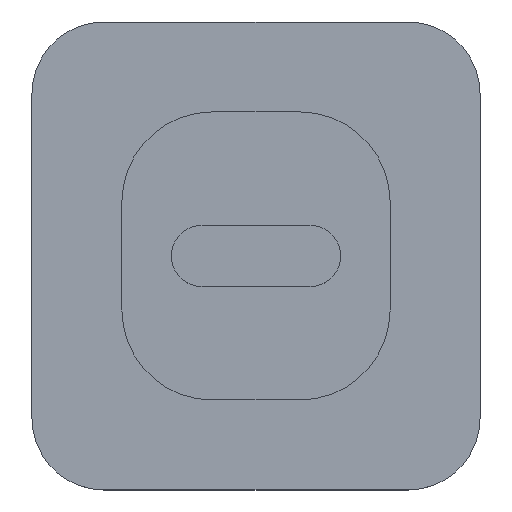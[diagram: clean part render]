
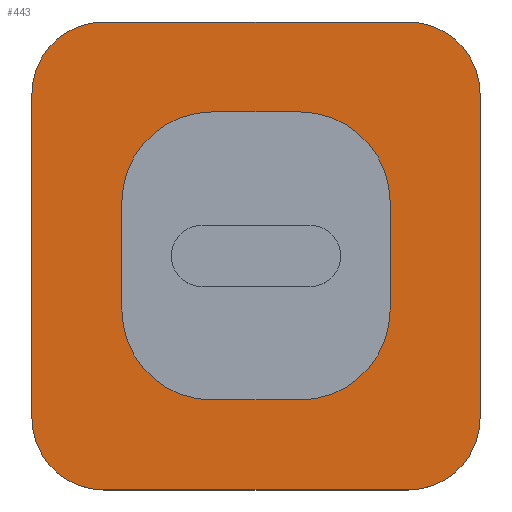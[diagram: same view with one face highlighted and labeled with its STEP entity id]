
A CAD part, top view. The second image highlights one B-rep face of the part: STEP entity #443.
In plain terms, the highlighted planar face has unit normal (0, 0, 1).
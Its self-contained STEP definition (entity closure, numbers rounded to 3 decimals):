
#15=FACE_BOUND('',#64,.T.);
#19=PLANE('',#487);
#38=FACE_OUTER_BOUND('',#63,.T.);
#63=EDGE_LOOP('',(#320,#321,#322,#323,#324,#325,#326,#327));
#64=EDGE_LOOP('',(#328,#329,#330,#331,#332,#333,#334,#335));
#84=LINE('',#656,#124);
#92=LINE('',#685,#132);
#98=LINE('',#706,#138);
#99=LINE('',#710,#139);
#100=LINE('',#714,#140);
#101=LINE('',#717,#141);
#102=LINE('',#718,#142);
#103=LINE('',#719,#143);
#124=VECTOR('',#525,10.);
#132=VECTOR('',#551,10.);
#138=VECTOR('',#573,10.);
#139=VECTOR('',#576,10.);
#140=VECTOR('',#579,10.);
#141=VECTOR('',#582,10.);
#142=VECTOR('',#583,10.);
#143=VECTOR('',#584,10.);
#161=CIRCLE('',#469,5.);
#167=CIRCLE('',#478,5.);
#168=CIRCLE('',#481,5.);
#169=CIRCLE('',#483,5.);
#171=CIRCLE('',#486,4.);
#172=CIRCLE('',#488,4.);
#173=CIRCLE('',#489,4.);
#174=CIRCLE('',#490,4.);
#182=VERTEX_POINT('',#646);
#183=VERTEX_POINT('',#648);
#185=VERTEX_POINT('',#654);
#195=VERTEX_POINT('',#678);
#196=VERTEX_POINT('',#680);
#197=VERTEX_POINT('',#684);
#198=VERTEX_POINT('',#688);
#199=VERTEX_POINT('',#692);
#202=VERTEX_POINT('',#699);
#203=VERTEX_POINT('',#701);
#204=VERTEX_POINT('',#705);
#205=VERTEX_POINT('',#707);
#206=VERTEX_POINT('',#709);
#207=VERTEX_POINT('',#711);
#208=VERTEX_POINT('',#713);
#209=VERTEX_POINT('',#715);
#222=EDGE_CURVE('',#182,#183,#161,.F.);
#226=EDGE_CURVE('',#182,#185,#84,.T.);
#238=EDGE_CURVE('',#195,#196,#167,.F.);
#240=EDGE_CURVE('',#197,#196,#92,.T.);
#242=EDGE_CURVE('',#197,#198,#168,.F.);
#245=EDGE_CURVE('',#199,#185,#169,.F.);
#248=EDGE_CURVE('',#202,#203,#171,.T.);
#250=EDGE_CURVE('',#202,#204,#98,.T.);
#251=EDGE_CURVE('',#205,#204,#172,.T.);
#252=EDGE_CURVE('',#205,#206,#99,.T.);
#253=EDGE_CURVE('',#207,#206,#173,.T.);
#254=EDGE_CURVE('',#207,#208,#100,.T.);
#255=EDGE_CURVE('',#209,#208,#174,.T.);
#256=EDGE_CURVE('',#209,#203,#101,.T.);
#257=EDGE_CURVE('',#199,#198,#102,.T.);
#258=EDGE_CURVE('',#195,#183,#103,.T.);
#320=ORIENTED_EDGE('',*,*,#248,.F.);
#321=ORIENTED_EDGE('',*,*,#250,.T.);
#322=ORIENTED_EDGE('',*,*,#251,.F.);
#323=ORIENTED_EDGE('',*,*,#252,.T.);
#324=ORIENTED_EDGE('',*,*,#253,.F.);
#325=ORIENTED_EDGE('',*,*,#254,.T.);
#326=ORIENTED_EDGE('',*,*,#255,.F.);
#327=ORIENTED_EDGE('',*,*,#256,.T.);
#328=ORIENTED_EDGE('',*,*,#226,.T.);
#329=ORIENTED_EDGE('',*,*,#245,.F.);
#330=ORIENTED_EDGE('',*,*,#257,.T.);
#331=ORIENTED_EDGE('',*,*,#242,.F.);
#332=ORIENTED_EDGE('',*,*,#240,.T.);
#333=ORIENTED_EDGE('',*,*,#238,.F.);
#334=ORIENTED_EDGE('',*,*,#258,.T.);
#335=ORIENTED_EDGE('',*,*,#222,.F.);
#443=ADVANCED_FACE('',(#38,#15),#19,.F.);
#469=AXIS2_PLACEMENT_3D('',#649,#518,#519);
#478=AXIS2_PLACEMENT_3D('',#681,#546,#547);
#481=AXIS2_PLACEMENT_3D('',#689,#555,#556);
#483=AXIS2_PLACEMENT_3D('',#694,#561,#562);
#486=AXIS2_PLACEMENT_3D('',#702,#568,#569);
#487=AXIS2_PLACEMENT_3D('',#704,#571,#572);
#488=AXIS2_PLACEMENT_3D('',#708,#574,#575);
#489=AXIS2_PLACEMENT_3D('',#712,#577,#578);
#490=AXIS2_PLACEMENT_3D('',#716,#580,#581);
#518=DIRECTION('center_axis',(0.,0.,-1.));
#519=DIRECTION('ref_axis',(0.707,0.707,0.));
#525=DIRECTION('',(0.,-1.,0.));
#546=DIRECTION('center_axis',(0.,0.,-1.));
#547=DIRECTION('ref_axis',(-0.707,0.707,0.));
#551=DIRECTION('',(0.,1.,0.));
#555=DIRECTION('center_axis',(0.,0.,-1.));
#556=DIRECTION('ref_axis',(-0.707,-0.707,0.));
#561=DIRECTION('center_axis',(0.,0.,-1.));
#562=DIRECTION('ref_axis',(0.707,-0.707,0.));
#568=DIRECTION('center_axis',(0.,0.,-1.));
#569=DIRECTION('ref_axis',(-0.707,-0.707,0.));
#571=DIRECTION('center_axis',(0.,0.,-1.));
#572=DIRECTION('ref_axis',(-1.,0.,0.));
#573=DIRECTION('',(1.,0.,0.));
#574=DIRECTION('center_axis',(0.,0.,-1.));
#575=DIRECTION('ref_axis',(0.707,-0.707,0.));
#576=DIRECTION('',(0.,1.,0.));
#577=DIRECTION('center_axis',(0.,0.,-1.));
#578=DIRECTION('ref_axis',(0.707,0.707,0.));
#579=DIRECTION('',(-1.,0.,0.));
#580=DIRECTION('center_axis',(0.,0.,-1.));
#581=DIRECTION('ref_axis',(-0.707,0.707,0.));
#582=DIRECTION('',(0.,-1.,0.));
#583=DIRECTION('',(-1.,0.,0.));
#584=DIRECTION('',(1.,0.,0.));
#646=CARTESIAN_POINT('',(7.45,3.,-2.85));
#648=CARTESIAN_POINT('',(2.45,8.,-2.85));
#649=CARTESIAN_POINT('Origin',(2.45,3.,-2.85));
#654=CARTESIAN_POINT('',(7.45,-3.,-2.85));
#656=CARTESIAN_POINT('',(7.45,8.,-2.85));
#678=CARTESIAN_POINT('',(-2.45,8.,-2.85));
#680=CARTESIAN_POINT('',(-7.45,3.,-2.85));
#681=CARTESIAN_POINT('Origin',(-2.45,3.,-2.85));
#684=CARTESIAN_POINT('',(-7.45,-3.,-2.85));
#685=CARTESIAN_POINT('',(-7.45,-8.,-2.85));
#688=CARTESIAN_POINT('',(-2.45,-8.,-2.85));
#689=CARTESIAN_POINT('Origin',(-2.45,-3.,-2.85));
#692=CARTESIAN_POINT('',(2.45,-8.,-2.85));
#694=CARTESIAN_POINT('Origin',(2.45,-3.,-2.85));
#699=CARTESIAN_POINT('',(-8.45,-13.,-2.85));
#701=CARTESIAN_POINT('',(-12.45,-9.,-2.85));
#702=CARTESIAN_POINT('Origin',(-8.45,-9.,-2.85));
#704=CARTESIAN_POINT('Origin',(0.,0.,
-2.85));
#705=CARTESIAN_POINT('',(8.45,-13.,-2.85));
#706=CARTESIAN_POINT('',(-12.45,-13.,-2.85));
#707=CARTESIAN_POINT('',(12.45,-9.,-2.85));
#708=CARTESIAN_POINT('Origin',(8.45,-9.,-2.85));
#709=CARTESIAN_POINT('',(12.45,9.,-2.85));
#710=CARTESIAN_POINT('',(12.45,-13.,-2.85));
#711=CARTESIAN_POINT('',(8.45,13.,-2.85));
#712=CARTESIAN_POINT('Origin',(8.45,9.,-2.85));
#713=CARTESIAN_POINT('',(-8.45,13.,-2.85));
#714=CARTESIAN_POINT('',(12.45,13.,-2.85));
#715=CARTESIAN_POINT('',(-12.45,9.,-2.85));
#716=CARTESIAN_POINT('Origin',(-8.45,9.,-2.85));
#717=CARTESIAN_POINT('',(-12.45,13.,-2.85));
#718=CARTESIAN_POINT('',(7.45,-8.,-2.85));
#719=CARTESIAN_POINT('',(-7.45,8.,-2.85));
